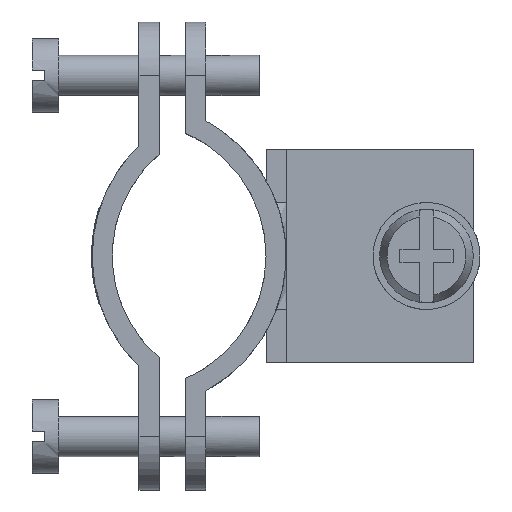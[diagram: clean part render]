
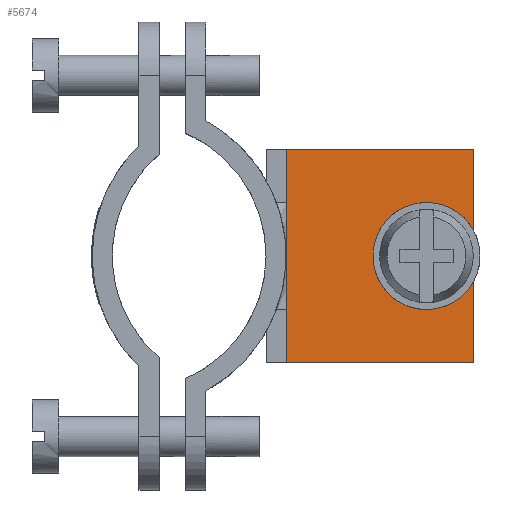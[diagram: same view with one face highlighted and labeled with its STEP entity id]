
A CAD part, left-side view. The second image highlights one B-rep face of the part: STEP entity #5674.
In plain terms, the highlighted free-form (B-spline) face has degree [1, 1] with [2, 2] control points.
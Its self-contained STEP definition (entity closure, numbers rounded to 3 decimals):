
#5372=CARTESIAN_POINT('V89',(-1.5,10.5,
   8.));
#5373=VERTEX_POINT('V89',#5372);
#5374=CARTESIAN_POINT('V90',(-1.5,-3.5,
   8.0));
#5375=VERTEX_POINT('V90',#5374);
#5376=CARTESIAN_POINT('E126',(-1.5,10.5,
   8.0));
#5377=CARTESIAN_POINT('E126',(-1.5,-3.5,
   8.0));
#5378=QUASI_UNIFORM_CURVE('E126',1,(#5376,#5377),.POLYLINE_FORM.,.F.,
   .U.);
#5379=EDGE_CURVE('E126',#5373,#5375,#5378,.T.);
#5514=CARTESIAN_POINT('V91',(-1.5,-3.5,
   -8.));
#5515=VERTEX_POINT('V91',#5514);
#5516=CARTESIAN_POINT('V92',(-1.5,10.5,
   -8.0));
#5517=VERTEX_POINT('V92',#5516);
#5518=CARTESIAN_POINT('E129',(-1.5,-3.5,
   -8.));
#5519=CARTESIAN_POINT('E129',(-1.5,10.5,
   -8.));
#5520=QUASI_UNIFORM_CURVE('E129',1,(#5518,#5519),.POLYLINE_FORM.,.F.,
   .U.);
#5521=EDGE_CURVE('E129',#5515,#5517,#5520,.T.);
#5544=CARTESIAN_POINT('V95',(-1.5,-3.5,
   1.936));
#5545=VERTEX_POINT('V95',#5544);
#5546=CARTESIAN_POINT('E139',(-1.5,-3.5,
   1.936));
#5547=CARTESIAN_POINT('E139',(-1.5,-3.5,
   8.0));
#5548=B_SPLINE_CURVE_WITH_KNOTS('E139',1,(#5546,#5547),
   .POLYLINE_FORM.,.F.,.U.,(2,2),(0.621,1.0),
   .UNSPECIFIED.);
#5549=EDGE_CURVE('E139',#5545,#5375,#5548,.T.);
#5551=CARTESIAN_POINT('V96',(-1.5,-3.5,
   -1.936));
#5552=VERTEX_POINT('V96',#5551);
#5558=CARTESIAN_POINT('E141',(-1.5,-3.5,
   -8.));
#5559=CARTESIAN_POINT('E141',(-1.5,-3.5,
   -1.936));
#5560=B_SPLINE_CURVE_WITH_KNOTS('E141',1,(#5558,#5559),
   .POLYLINE_FORM.,.F.,.U.,(2,2),(0.0,0.379),
   .UNSPECIFIED.);
#5561=EDGE_CURVE('E141',#5515,#5552,#5560,.T.);
#5629=CARTESIAN_POINT('E143',(-1.5,-3.5,
   -1.936));
#5630=CARTESIAN_POINT('E143',(-1.5,-1.528,
   -5.501));
#5631=CARTESIAN_POINT('E143',(-1.5,2.,
   -3.464));
#5632=CARTESIAN_POINT('E143',(-1.5,8.,
   0.));
#5633=CARTESIAN_POINT('E143',(-1.5,2.,
   3.464));
#5634=CARTESIAN_POINT('E143',(-1.5,-1.528,
   5.501));
#5635=CARTESIAN_POINT('E143',(-1.5,-3.5,
   1.936));
#5643=(BOUNDED_CURVE()B_SPLINE_CURVE(2,(#5629,#5630,#5631,#5632,
   #5633,#5634,#5635),.CIRCULAR_ARC.,.F.,.U.)
   B_SPLINE_CURVE_WITH_KNOTS((3,2,2,3),(2.663,
   10.264,20.528,28.129),
   .UNSPECIFIED.)CURVE()GEOMETRIC_REPRESENTATION_ITEM()
   RATIONAL_B_SPLINE_CURVE((0.808,0.63,
   1.0,0.5,1.0,0.63,0.808))
   REPRESENTATION_ITEM('E143'));
#5644=EDGE_CURVE('E143',#5552,#5545,#5643,.T.);
#5657=CARTESIAN_POINT('F54',(-1.5,10.85,
   -8.4));
#5658=CARTESIAN_POINT('F54',(-1.5,-3.85,
   -8.4));
#5659=CARTESIAN_POINT('F54',(-1.5,10.85,
   8.4));
#5660=CARTESIAN_POINT('F54',(-1.5,-3.85,
   8.4));
#5661=B_SPLINE_SURFACE_WITH_KNOTS('F54',1,1,((#5657,#5659),(#5658,
   #5660)),.PLANE_SURF.,.F.,.F.,.U.,(2,2),(2,2),(0.0,1.0),(0.0,
   1.143),.UNSPECIFIED.);
#5662=ORIENTED_EDGE('E143',*,*,#5644,.T.);
#5663=ORIENTED_EDGE('E139',*,*,#5549,.T.);
#5664=ORIENTED_EDGE('E126',*,*,#5379,.F.);
#5665=CARTESIAN_POINT('E132',(-1.5,10.5,
   -8.));
#5666=CARTESIAN_POINT('E132',(-1.5,10.5,
   8.0));
#5667=QUASI_UNIFORM_CURVE('E132',1,(#5665,#5666),.POLYLINE_FORM.,.F.,
   .U.);
#5668=EDGE_CURVE('E132',#5517,#5373,#5667,.T.);
#5669=ORIENTED_EDGE('E132',*,*,#5668,.F.);
#5670=ORIENTED_EDGE('E129',*,*,#5521,.F.);
#5671=ORIENTED_EDGE('E141',*,*,#5561,.T.);
#5672=EDGE_LOOP('F54',(#5662,#5663,#5664,#5669,#5670,#5671));
#5673=FACE_OUTER_BOUND('F54',#5672,.T.);
#5674=ADVANCED_FACE('F54',(#5673),#5661,.T.);
